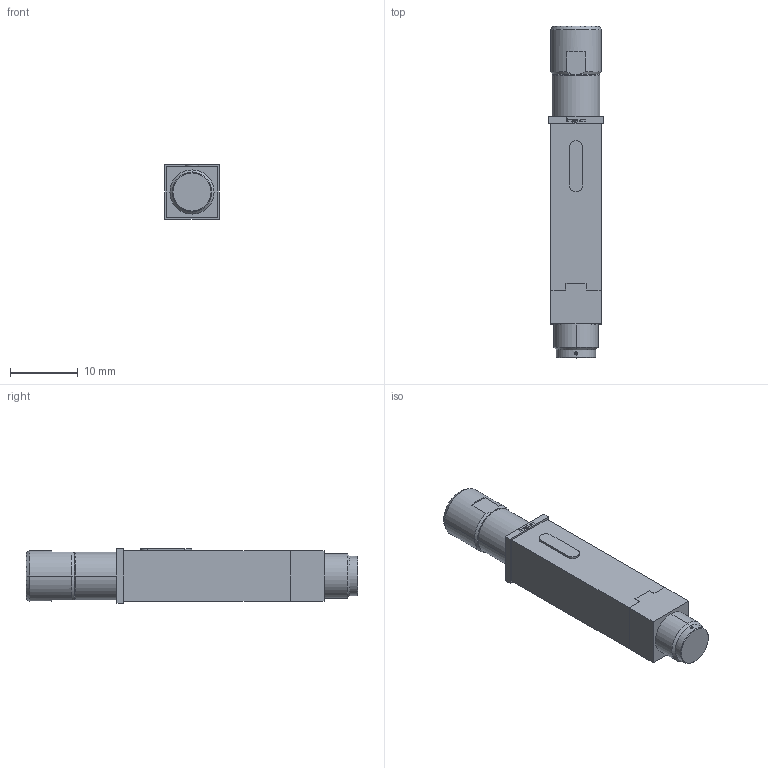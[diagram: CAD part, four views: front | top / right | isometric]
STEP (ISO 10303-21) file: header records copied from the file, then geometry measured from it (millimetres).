
FILE_DESCRIPTION (( 'STEP AP203' ), '1' );
FILE_NAME ('INGUN_HFS-819_303_090_A_xxx43_RV7-Z.STEP', '2022-05-09T10:56:43', ( 'ochi' ), ( '' ), 'SwSTEP 2.0', 'SolidWorks 2018', '' );
FILE_SCHEMA (( 'CONFIG_CONTROL_DESIGN' ));
Length unit declared in the file: millimetre
Products named in the file (1): INGUN_HFS-819_303_090_A_xxx43_RV7-Z
Bounding box: 8 x 48.9 x 8 mm (x, y, z)
Volume: 2255.4 mm3; surface area: 1609.7 mm2
Topology: 1 solids, 1 shells, 310 faces, 853 edges, 553 vertices
Faces by surface type: plane 104, cylinder 104, cone 78, bspline 22, torus 2
Entity records: 10449 total; most frequent: CARTESIAN_POINT 3174, ORIENTED_EDGE 1690, DIRECTION 1230, EDGE_CURVE 845, VERTEX_POINT 553, AXIS2_PLACEMENT_3D 471, B_SPLINE_CURVE_WITH_KNOTS 367, EDGE_LOOP 330
